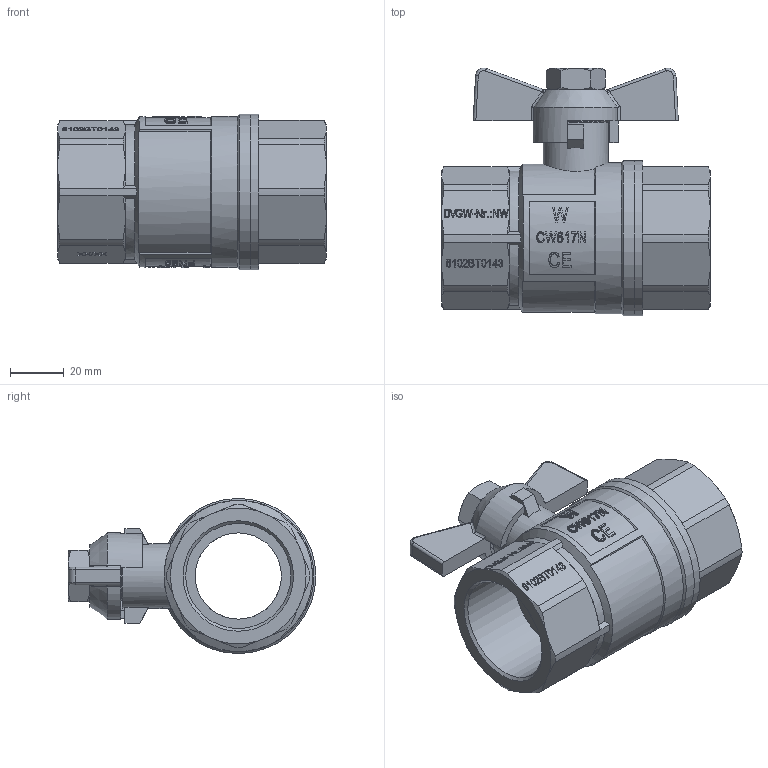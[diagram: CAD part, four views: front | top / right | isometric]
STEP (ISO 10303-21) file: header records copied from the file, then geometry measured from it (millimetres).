
FILE_DESCRIPTION(/* description */ ('Unknown'),/* implementation_level */ '2;1');
FILE_NAME(/* name */ '753-07',/* time_stamp */ '2022-07-26T11:26:41+02:00',/* author */ ('Unknown'),/* organization */ ('Unknown'),/* preprocessor_version */ 'ST-DEVELOPER v16.7',/* originating_system */ 'Solid Edge',/* authorisation */ 'Unknown');
FILE_SCHEMA (('AUTOMOTIVE_DESIGN {1 0 10303 214 3 1 1}'));
Length unit declared in the file: millimetre
Products named in the file (9): 753-07; Einschraubteil; Kvrper; bausatz-07.1.1.1_oa_0; 600-1_1_4-Stopfbuchse; 600-1_1_4-Spindel; Flügelgriff 1 1_4 - 1 1_2; Fl_gelgriff; 600-1_1_2-Mutter-fl.g.
Assembly tree (8 placements, depth 3):
  753-07
    Einschraubteil
    Kvrper
    bausatz-07.1.1.1_oa_0
      600-1_1_4-Stopfbuchse
      600-1_1_4-Spindel
    Flügelgriff 1 1_4 - 1 1_2
      Fl_gelgriff
    600-1_1_2-Mutter-fl.g.
Bounding box: 99.5 x 91.79 x 57.5 mm (x, y, z)
Volume: 104802.7 mm3; surface area: 52153.1 mm2
Topology: 6 solids, 6 shells, 1757 faces, 4918 edges, 3269 vertices
Faces by surface type: plane 1576, cylinder 98, cone 60, bspline 16, torus 5, sphere 2
Full cylindrical faces by diameter (mm): 10.2 x1, 10.8 x1, 14 x2, 14.1 x1, 14.5 x1, 15 x1, 16 x1, 18 x1, 18.38 x1, 20 x1, 24 x1, 26 x1, 32 x2, 38.952 x2, 42 x2, 49.5 x1, 51 x1, 51.5 x1, 56 x1, 57.5 x2
Entity records: 72804 total; most frequent: CARTESIAN_POINT 15153, ORIENTED_EDGE 9730, DIRECTION 9484, EDGE_CURVE 4865, LINE 3434, VECTOR 3434, VERTEX_POINT 3259, AXIS2_PLACEMENT_3D 3025
